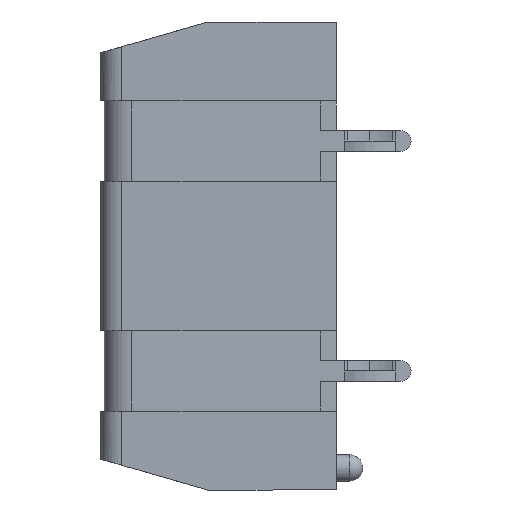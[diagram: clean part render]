
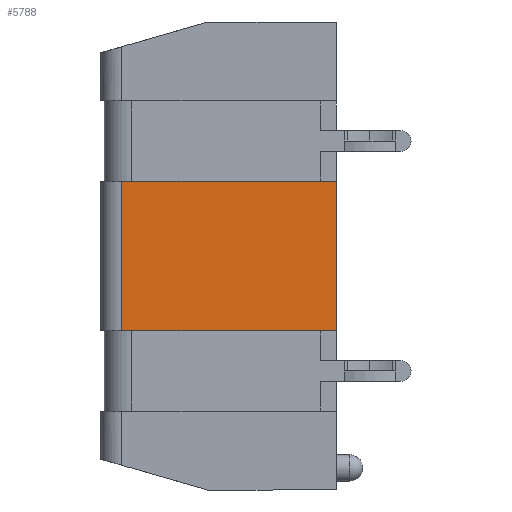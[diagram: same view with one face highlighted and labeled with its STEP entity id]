
A CAD part, left-side view. The second image highlights one B-rep face of the part: STEP entity #5788.
In plain terms, the highlighted planar face has unit normal (-1, 0.018, 0).
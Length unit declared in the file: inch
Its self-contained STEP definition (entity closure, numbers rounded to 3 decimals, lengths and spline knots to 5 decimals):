
#3880 = EDGE_CURVE ( 'NONE', #4046, #3909, #19202, .T. ) ;
#3909 = VERTEX_POINT ( 'NONE', #19247 ) ;
#4046 = VERTEX_POINT ( 'NONE', #19703 ) ;
#5670 = EDGE_LOOP ( 'NONE', ( #5826, #5805, #5785, #5830 ) ) ;
#5785 = ORIENTED_EDGE ( 'NONE', *, *, #5828, .T. ) ;
#5788 = ADVANCED_FACE ( 'NONE', ( #25416 ), #25411, .T. ) ;
#5792 = VERTEX_POINT ( 'NONE', #25432 ) ;
#5796 = EDGE_CURVE ( 'NONE', #5809, #5792, #25426, .T. ) ;
#5805 = ORIENTED_EDGE ( 'NONE', *, *, #5796, .T. ) ;
#5809 = VERTEX_POINT ( 'NONE', #25465 ) ;
#5811 = EDGE_CURVE ( 'NONE', #4046, #5809, #25482, .T. ) ;
#5826 = ORIENTED_EDGE ( 'NONE', *, *, #5811, .T. ) ;
#5828 = EDGE_CURVE ( 'NONE', #5792, #3909, #25547, .T. ) ;
#5830 = ORIENTED_EDGE ( 'NONE', *, *, #3880, .F. ) ;
#19199 = DIRECTION ( 'NONE',  ( 0., 0., -1. ) ) ;
#19200 = VECTOR ( 'NONE', #19199, 39.37008 ) ;
#19201 = CARTESIAN_POINT ( 'NONE',  ( -1.0643, 0., 0.2225 ) ) ;
#19202 = LINE ( 'NONE', #19201, #19200 ) ;
#19247 = CARTESIAN_POINT ( 'NONE',  ( -1.0643, 0., -0.355 ) ) ;
#19703 = CARTESIAN_POINT ( 'NONE',  ( -1.0643, 0., -0.075 ) ) ;
#25411 = PLANE ( 'NONE',  #25413 ) ;
#25412 = CARTESIAN_POINT ( 'NONE',  ( -1.05662, 0.44, 0. ) ) ;
#25413 = AXIS2_PLACEMENT_3D ( 'NONE', #25412, #25434, #25433 ) ;
#25416 = FACE_OUTER_BOUND ( 'NONE', #5670, .T. ) ;
#25423 = DIRECTION ( 'NONE',  ( 0., 0., -1. ) ) ;
#25424 = VECTOR ( 'NONE', #25423, 39.37008 ) ;
#25425 = CARTESIAN_POINT ( 'NONE',  ( -1.05731, 0.4007, 0. ) ) ;
#25426 = LINE ( 'NONE', #25425, #25424 ) ;
#25432 = CARTESIAN_POINT ( 'NONE',  ( -1.05731, 0.4007, -0.355 ) ) ;
#25433 = DIRECTION ( 'NONE',  ( -0.017, -1., 0. ) ) ;
#25434 = DIRECTION ( 'NONE',  ( -1., 0.017, 0. ) ) ;
#25465 = CARTESIAN_POINT ( 'NONE',  ( -1.05731, 0.4007, -0.075 ) ) ;
#25479 = DIRECTION ( 'NONE',  ( 0.017, 1., 0. ) ) ;
#25480 = VECTOR ( 'NONE', #25479, 39.37008 ) ;
#25481 = CARTESIAN_POINT ( 'NONE',  ( -1.05662, 0.44, -0.075 ) ) ;
#25482 = LINE ( 'NONE', #25481, #25480 ) ;
#25544 = DIRECTION ( 'NONE',  ( -0.017, -1., 0. ) ) ;
#25545 = VECTOR ( 'NONE', #25544, 39.37008 ) ;
#25546 = CARTESIAN_POINT ( 'NONE',  ( -1.05662, 0.44, -0.355 ) ) ;
#25547 = LINE ( 'NONE', #25546, #25545 ) ;
